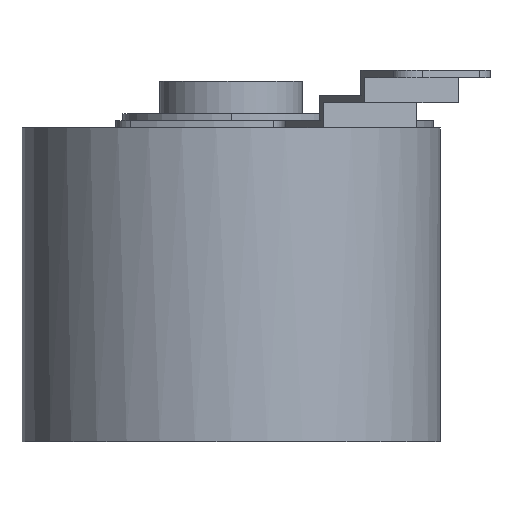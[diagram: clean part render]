
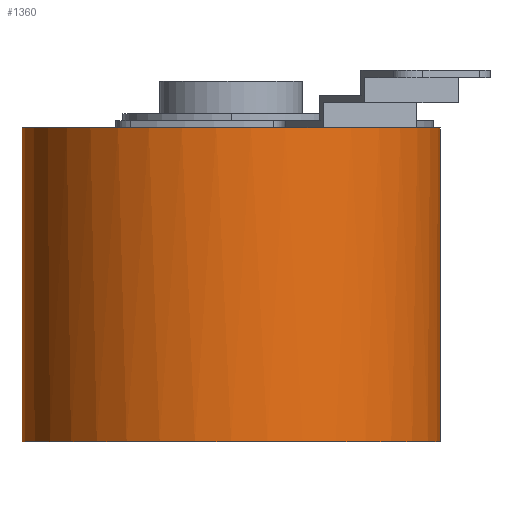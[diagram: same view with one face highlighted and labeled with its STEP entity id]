
A CAD part, front view. The second image highlights one B-rep face of the part: STEP entity #1360.
In plain terms, the highlighted cylindrical face has radius 29 mm (diameter 58 mm), a partial arc.
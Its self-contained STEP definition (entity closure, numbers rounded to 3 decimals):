
#13=CARTESIAN_POINT('',(0.,0.,-21.75));
#14=DIRECTION('',(0.,0.,1.));
#15=DIRECTION('',(-1.,0.,0.));
#16=AXIS2_PLACEMENT_3D('',#13,#14,#15);
#21=DIRECTION('',(0.,0.,1.));
#22=VECTOR('',#21,43.5);
#23=CARTESIAN_POINT('',(29.,0.,-21.75));
#24=LINE('',#23,#22);
#76=CARTESIAN_POINT('',(0.,0.,21.75));
#77=DIRECTION('',(0.,0.,1.));
#78=DIRECTION('',(0.259,-0.966,0.));
#79=AXIS2_PLACEMENT_3D('',#76,#77,#78);
#84=DIRECTION('',(0.,0.,1.));
#85=VECTOR('',#84,43.5);
#86=CARTESIAN_POINT('',(-29.,0.,-21.75));
#87=LINE('',#86,#85);
#422=CARTESIAN_POINT('',(0.,0.,21.75));
#423=DIRECTION('',(0.,0.,1.));
#424=DIRECTION('',(-1.,0.,0.));
#425=AXIS2_PLACEMENT_3D('',#422,#423,#424);
#438=CARTESIAN_POINT('',(0.,0.,21.75));
#439=DIRECTION('',(0.,0.,1.));
#440=DIRECTION('',(0.707,-0.707,0.));
#441=AXIS2_PLACEMENT_3D('',#438,#439,#440);
#1101=CARTESIAN_POINT('',(29.,0.,-21.75));
#1102=CARTESIAN_POINT('',(-29.,0.,-21.75));
#1103=VERTEX_POINT('',#1101);
#1104=VERTEX_POINT('',#1102);
#1105=CARTESIAN_POINT('',(29.,0.,21.75));
#1106=CARTESIAN_POINT('',(-29.,0.,21.75));
#1107=VERTEX_POINT('',#1105);
#1108=VERTEX_POINT('',#1106);
#1211=CARTESIAN_POINT('',(7.504,-28.012,21.75));
#1212=VERTEX_POINT('',#1211);
#1221=CARTESIAN_POINT('',(20.507,-20.505,21.75));
#1222=VERTEX_POINT('',#1221);
#1344=CARTESIAN_POINT('',(0.,0.,-21.75));
#1345=DIRECTION('',(0.,0.,1.));
#1346=DIRECTION('',(1.,0.,0.));
#1347=AXIS2_PLACEMENT_3D('',#1344,#1345,#1346);
#1348=CYLINDRICAL_SURFACE('',#1347,29.);
#1350=ORIENTED_EDGE('',*,*,#1349,.T.);
#1352=ORIENTED_EDGE('',*,*,#1351,.T.);
#1353=ORIENTED_EDGE('',*,*,#1317,.F.);
#1354=ORIENTED_EDGE('',*,*,#1294,.F.);
#1355=ORIENTED_EDGE('',*,*,#1321,.T.);
#1357=ORIENTED_EDGE('',*,*,#1356,.T.);
#1358=EDGE_LOOP('',(#1350,#1352,#1353,#1354,#1355,#1357));
#1359=FACE_OUTER_BOUND('',#1358,.F.);
#17=CIRCLE('',#16,29.);
#80=CIRCLE('',#79,29.);
#426=CIRCLE('',#425,29.);
#442=CIRCLE('',#441,29.);
#1294=EDGE_CURVE('',#1104,#1103,#17,.T.);
#1317=EDGE_CURVE('',#1103,#1107,#24,.T.);
#1321=EDGE_CURVE('',#1104,#1108,#87,.T.);
#1349=EDGE_CURVE('',#1212,#1222,#80,.T.);
#1351=EDGE_CURVE('',#1222,#1107,#442,.T.);
#1356=EDGE_CURVE('',#1108,#1212,#426,.T.);
#1360=ADVANCED_FACE('',(#1359),#1348,.T.);
